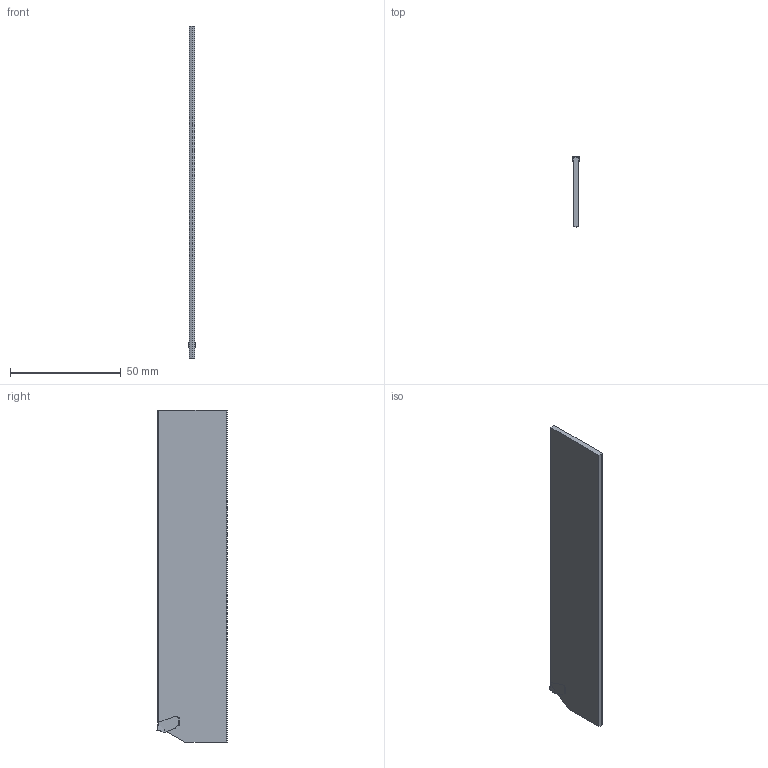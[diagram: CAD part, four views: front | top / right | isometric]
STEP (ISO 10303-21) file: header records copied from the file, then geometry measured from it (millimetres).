
FILE_DESCRIPTION(/* description */ (''),/* implementation_level */ '2;1');
FILE_NAME(/* name */ '1601375492240.stp',/* time_stamp */ '2020-09-29T16:01:39+06:00',/* author */ (''),/* organization */ ('SMS'),/* preprocessor_version */ 'ST-DEVELOPER v16.7',/* originating_system */ 'SIEMENS PLM Software NX 12.0',/* authorisation */ '');
FILE_SCHEMA (('AUTOMOTIVE_DESIGN { 1 0 10303 214 3 1 1 1 }'));
Length unit declared in the file: millimetre
Products named in the file (4): ASSEMBLY_CONSTRUCTION; 203171481mod000_00; 201980029mod000_00; 201069221mod000_03
Assembly tree (3 placements, depth 2):
  201069221mod000_03
    201980029mod000_00
    203171481mod000_00
    ASSEMBLY_CONSTRUCTION
Bounding box: 3 x 31.69 x 150 mm (x, y, z)
Volume: 10835.4 mm3; surface area: 10089.3 mm2
Topology: 2 solids, 2 shells, 69 faces, 194 edges, 138 vertices
Faces by surface type: plane 38, cylinder 24, extrusion 4, bspline 3
Entity records: 2666 total; most frequent: CARTESIAN_POINT 687, ORIENTED_EDGE 386, DIRECTION 379, EDGE_CURVE 193, VERTEX_POINT 128, AXIS2_PLACEMENT_3D 127, VECTOR 125, LINE 121
